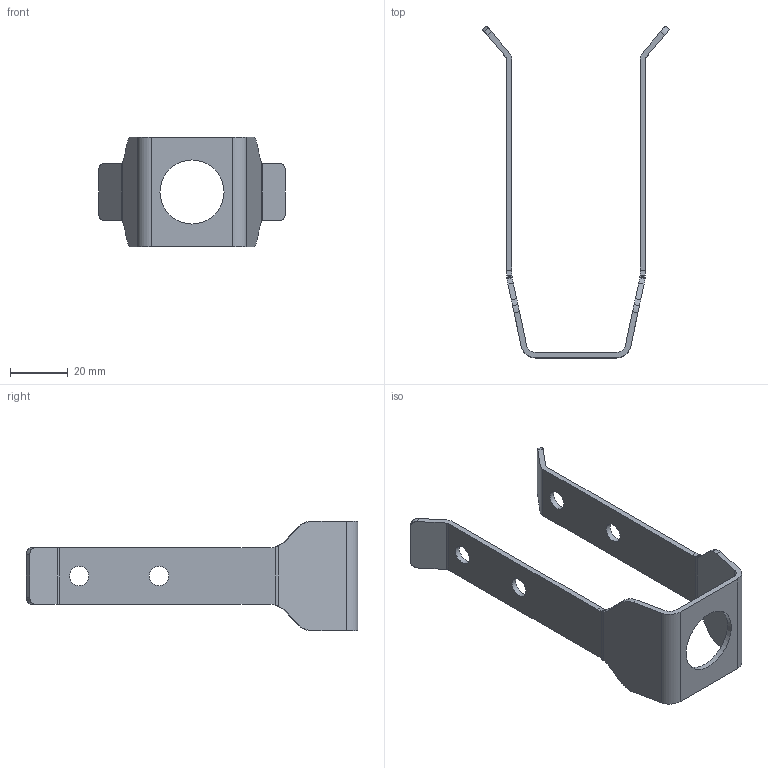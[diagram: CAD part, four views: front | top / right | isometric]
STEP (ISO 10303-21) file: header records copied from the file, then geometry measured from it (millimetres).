
FILE_DESCRIPTION(/* description */ ('STEP AP203'),/* implementation_level */ '2;1');
FILE_NAME(/* name */ 'Quick Pin Bracket MB-TK-MK 8-2.stp',/* time_stamp */ '2024-01-29T12:14:45-05:00',/* author */ ('DanielTentori'),/* organization */ (''),/* preprocessor_version */ 'ST-DEVELOPER v19',/* originating_system */ 'Autodesk Inventor 2023',/* authorisation */ '');
FILE_SCHEMA (('AUTOMOTIVE_DESIGN { 1 0 10303 214 3 1 1 }'));
Length unit declared in the file: inch
Products named in the file (1): Quick Pin Bracket MB-TK-MK 8-2
Bounding box: 64.86 x 115.2 x 38.1 mm (x, y, z)
Volume: 11712.8 mm3; surface area: 13729 mm2
Topology: 1 solids, 1 shells, 77 faces, 209 edges, 134 vertices
Faces by surface type: bspline 28, plane 26, cylinder 23
Full cylindrical faces by diameter (mm): 6.731 x4, 22.225 x1
Entity records: 3136 total; most frequent: CARTESIAN_POINT 1273, ORIENTED_EDGE 418, DIRECTION 307, EDGE_CURVE 209, VERTEX_POINT 134, LINE 115, VECTOR 115, AXIS2_PLACEMENT_3D 96
